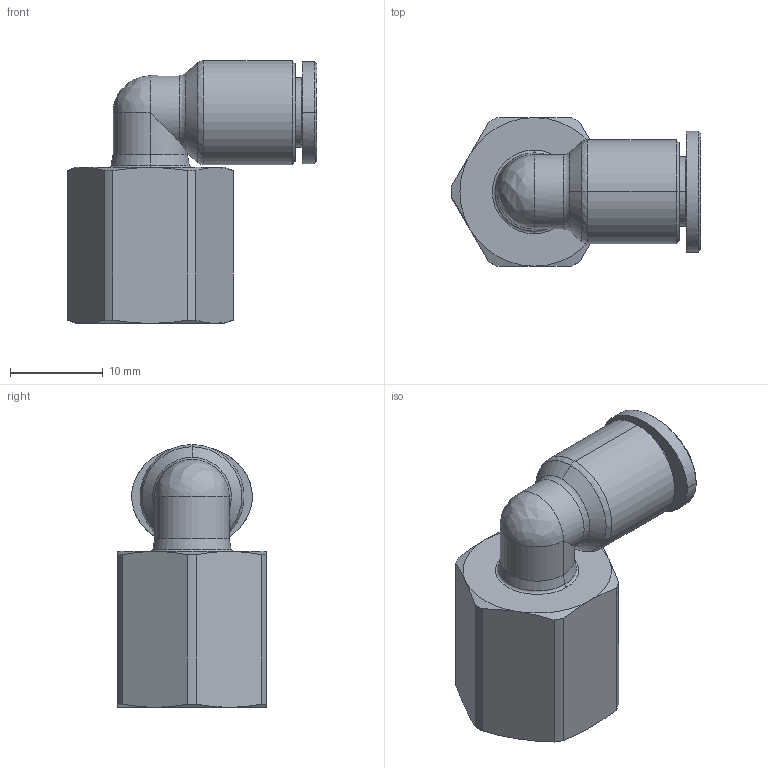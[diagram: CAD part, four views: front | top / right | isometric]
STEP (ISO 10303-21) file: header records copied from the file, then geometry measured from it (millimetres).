
FILE_DESCRIPTION (( 'STEP AP214' ), '1' );
FILE_NAME ('PLF06-G02.stp', '2015-09-24T07:14:49', ( '' ), ( '' ), 'SwSTEP 2.0', 'SolidWorks 2015', '' );
FILE_SCHEMA (( 'AUTOMOTIVE_DESIGN' ));
Length unit declared in the file: millimetre
Products named in the file (2): PLF06-G02; ｦ+ﾃｦ1
Assembly tree (1 placements, depth 2):
  PLF06-G02
    ｦ+ﾃｦ1
Bounding box: 26.9 x 16 x 28.3 mm (x, y, z)
Volume: 3795.4 mm3; surface area: 2956.9 mm2
Topology: 1 solids, 1 shells, 264 faces, 711 edges, 463 vertices
Faces by surface type: plane 177, bspline 35, cylinder 26, cone 23, torus 3
Entity records: 9992 total; most frequent: CARTESIAN_POINT 3080, ORIENTED_EDGE 1420, DIRECTION 1152, EDGE_CURVE 710, LINE 522, VECTOR 522, VERTEX_POINT 463, AXIS2_PLACEMENT_3D 315
